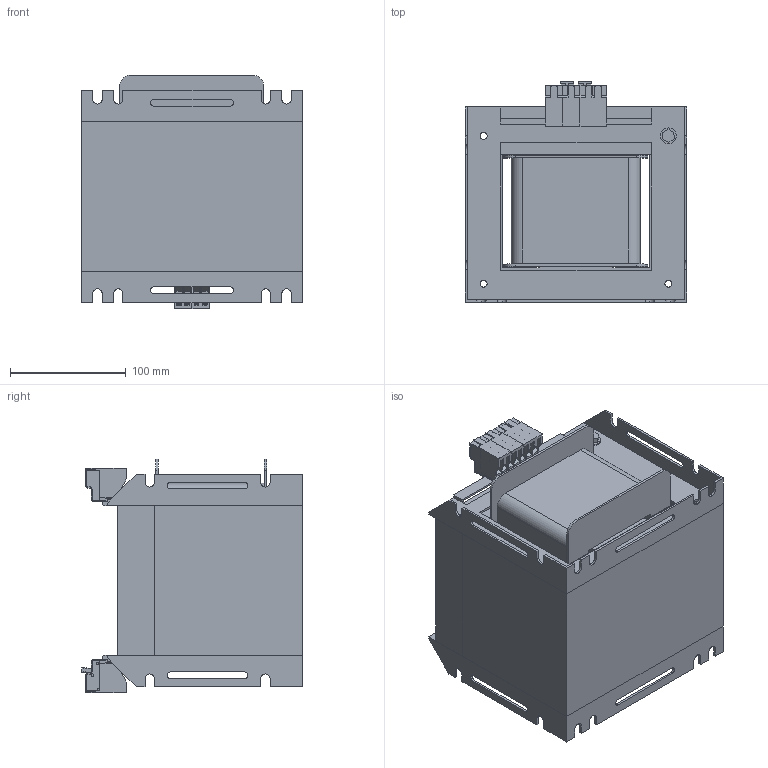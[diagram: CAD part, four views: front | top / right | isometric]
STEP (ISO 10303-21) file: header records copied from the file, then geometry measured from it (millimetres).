
FILE_DESCRIPTION (( 'STEP AP203' ), '1' );
FILE_NAME ('EURM2501.STEP', '2024-07-09T08:57:21', ( 'Utilisateur Windows' ), ( '' ), 'SwSTEP 2.0', 'SolidWorks 2023', '' );
FILE_SCHEMA (( 'CONFIG_CONTROL_DESIGN' ));
Length unit declared in the file: millimetre
Products named in the file (12): Conta clip PTKS 4-3 Couvercle; Ref. EURM1601; Rondelle M6; Tole monophase EI 160x192 1W7 - E - 130; Cadre pour borne WAGO pour EURM1601 - 2001 - 2501; Conta clip PTKS 4-1; Conta clip PTKS 4-2; Conta clip PTKS Cavalier; Conta clip PTKS 4-2 Couvercle; Tole monophase EI 160x192 1W7 - I - 130; Vis tete hexa M6; EURM2501
Assembly tree (22 placements, depth 2):
  EURM2501
    Cadre pour borne WAGO pour EURM1601 - 2001 - 2501  x2
    Ref. EURM1601
    Tole monophase EI 160x192 1W7 - E - 130
    Tole monophase EI 160x192 1W7 - I - 130
    Rondelle M6  x2
    Vis tete hexa M6  x2
    Conta clip PTKS 4-2  x5
    Conta clip PTKS 4-1
    Conta clip PTKS 4-2 Couvercle  x4
    Conta clip PTKS 4-3 Couvercle
    Conta clip PTKS Cavalier  x2
Bounding box: 192 x 191.32 x 202.36 mm (x, y, z)
Volume: 4016529.9 mm3; surface area: 547961.4 mm2
Topology: 22 solids, 22 shells, 2961 faces, 8319 edges, 5497 vertices
Faces by surface type: plane 2159, cylinder 688, bspline 58, cone 44, torus 12
Entity records: 39661 total; most frequent: CARTESIAN_POINT 9329, ORIENTED_EDGE 6242, DIRECTION 5596, EDGE_CURVE 3121, VECTOR 2494, LINE 2494, VERTEX_POINT 2063, AXIS2_PLACEMENT_3D 1551
